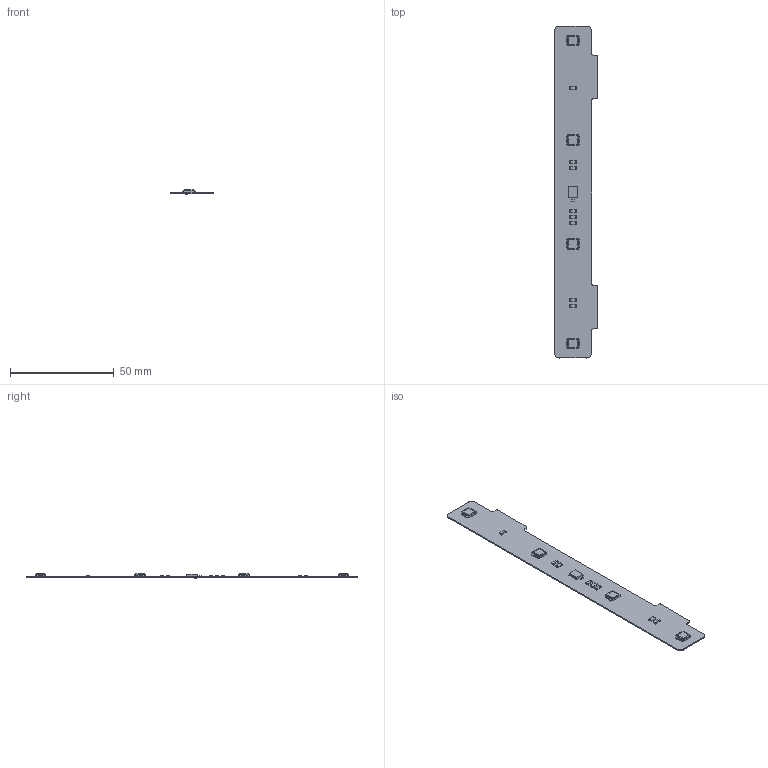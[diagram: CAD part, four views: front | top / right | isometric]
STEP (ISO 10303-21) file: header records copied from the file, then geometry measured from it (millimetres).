
FILE_DESCRIPTION(('Open CASCADE Model'),'2;1');
FILE_NAME('Open CASCADE Shape Model','2016-11-30T02:13:09',('Author'),( 'Open CASCADE'),'Open CASCADE STEP processor 6.2','Open CASCADE 6.2' ,'Unknown');
FILE_SCHEMA(('AUTOMOTIVE_DESIGN { 1 0 10303 214 1 1 1 1 }'));
Length unit declared in the file: millimetre
Products named in the file (38): PCB; Board; R3; 850246256; Extruded; 850246128; R6; R7; R5; R4; R8; VD1; 831016864; 830463920; 830464560; 830464816; 830465072; VD2; VD3; VD4; DD1; 850246000; 830394856; Cylinder; C1; 850246512; 850246384; R2; R1
Assembly tree (91 placements, depth 4):
  PCB
    Board
    R3
      850246256  x2
        Extruded
      850246128
        Extruded
    R6
      850246256  x2
        Extruded
      850246128
        Extruded
    R7
      850246256  x2
        Extruded
      850246128
        Extruded
    R5
      850246256  x2
        Extruded
      850246128
        Extruded
    R4
      850246256  x2
        Extruded
      850246128
        Extruded
    R8
      850246256  x2
        Extruded
      850246128
        Extruded
    VD1
      831016864  x4
        Extruded
      830463920  x2
        Extruded
      830464560
        Extruded
      830464816
        Extruded
      830465072
        Extruded
    VD2
      830465072
        Extruded
      830464816
        Extruded
      830464560
        Extruded
      830463920  x2
        Extruded
      831016864  x4
        Extruded
    VD3
      831016864  x4
        Extruded
      830463920  x2
        Extruded
      830464560
Bounding box: 21.02 x 160.02 x 1.95 mm (x, y, z)
Volume: 2033.1 mm3; surface area: 7204.2 mm2
Topology: 66 solids, 66 shells, 517 faces, 1155 edges, 770 vertices
Faces by surface type: plane 516, cylinder 1
Full cylindrical faces by diameter (mm): 1 x1
Entity records: 12914 total; most frequent: CARTESIAN_POINT 2038, DIRECTION 1979, LINE 1425, VECTOR 1425, ORIENTED_EDGE 954, PCURVE 954, DEFINITIONAL_REPRESENTATION 954, EDGE_CURVE 477
